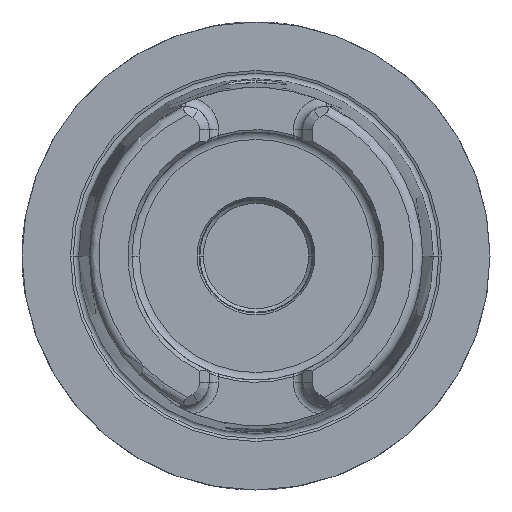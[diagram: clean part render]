
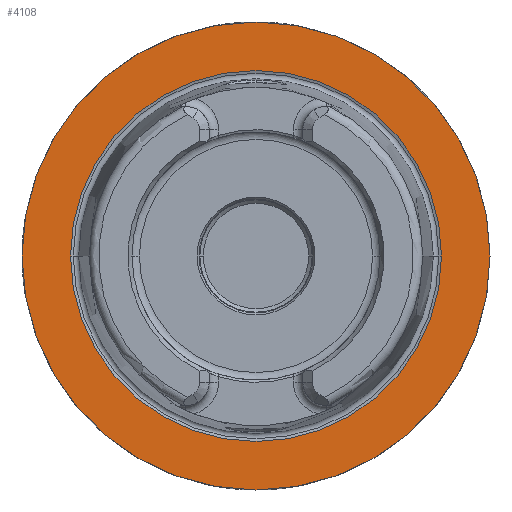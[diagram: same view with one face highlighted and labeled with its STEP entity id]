
A CAD part, left-side view. The second image highlights one B-rep face of the part: STEP entity #4108.
In plain terms, the highlighted planar face has unit normal (-1, 0, 0).
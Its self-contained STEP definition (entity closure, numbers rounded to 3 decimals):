
#905=CARTESIAN_POINT('',(0.,0.,0.));
#906=DIRECTION('',(1.,0.,0.));
#907=DIRECTION('',(0.,1.,0.));
#908=AXIS2_PLACEMENT_3D('',#905,#906,#907);
#910=CARTESIAN_POINT('',(0.,0.,0.));
#911=DIRECTION('',(-1.,0.,0.));
#912=DIRECTION('',(0.,1.,0.));
#913=AXIS2_PLACEMENT_3D('',#910,#911,#912);
#915=CARTESIAN_POINT('',(0.,0.,0.));
#916=DIRECTION('',(-1.,0.,0.));
#917=DIRECTION('',(0.,-1.,0.));
#918=AXIS2_PLACEMENT_3D('',#915,#916,#917);
#920=CARTESIAN_POINT('',(0.,0.,0.));
#921=DIRECTION('',(-1.,0.,0.));
#922=DIRECTION('',(0.,1.,0.));
#923=AXIS2_PLACEMENT_3D('',#920,#921,#922);
#2675=CARTESIAN_POINT('',(0.,50.,0.));
#2676=CARTESIAN_POINT('',(0.,-50.,0.));
#2677=VERTEX_POINT('',#2675);
#2678=VERTEX_POINT('',#2676);
#2703=CARTESIAN_POINT('',(0.,-39.632,0.));
#2704=VERTEX_POINT('',#2703);
#2705=CARTESIAN_POINT('',(0.,39.632,0.));
#2706=VERTEX_POINT('',#2705);
#4093=CARTESIAN_POINT('',(0.,0.,0.));
#4094=DIRECTION('',(1.,0.,0.));
#4095=DIRECTION('',(0.,-1.,0.));
#4096=AXIS2_PLACEMENT_3D('',#4093,#4094,#4095);
#4097=PLANE('',#4096);
#4099=ORIENTED_EDGE('',*,*,#4098,.T.);
#4101=ORIENTED_EDGE('',*,*,#4100,.F.);
#4102=EDGE_LOOP('',(#4099,#4101));
#4103=FACE_OUTER_BOUND('',#4102,.F.);
#4104=ORIENTED_EDGE('',*,*,#4088,.T.);
#4105=ORIENTED_EDGE('',*,*,#4072,.T.);
#4106=EDGE_LOOP('',(#4104,#4105));
#4107=FACE_BOUND('',#4106,.F.);
#4108=ADVANCED_FACE('',(#4103,#4107),#4097,.F.);
#909=CIRCLE('',#908,50.);
#914=CIRCLE('',#913,50.);
#919=CIRCLE('',#918,39.632);
#924=CIRCLE('',#923,39.632);
#4072=EDGE_CURVE('',#2706,#2704,#924,.T.);
#4088=EDGE_CURVE('',#2704,#2706,#919,.T.);
#4098=EDGE_CURVE('',#2677,#2678,#909,.T.);
#4100=EDGE_CURVE('',#2677,#2678,#914,.T.);
